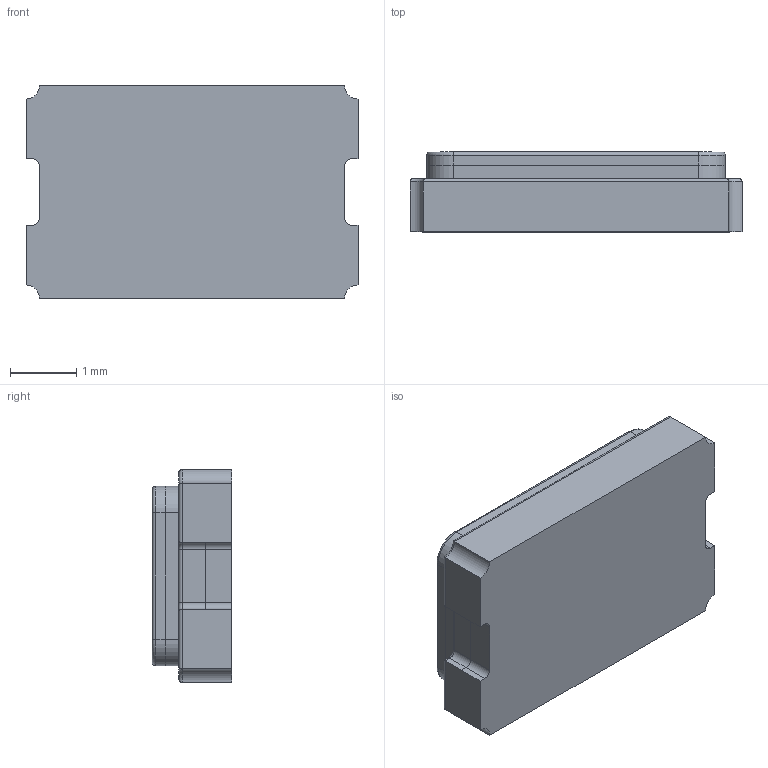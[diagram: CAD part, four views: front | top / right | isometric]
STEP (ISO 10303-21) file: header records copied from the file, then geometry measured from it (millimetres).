
FILE_DESCRIPTION (( 'STEP AP214' ), '1' );
FILE_NAME ('NDK NX5032GA.STEP', '2016-01-06T00:56:17', ( '' ), ( '' ), 'SwSTEP 2.0', 'SolidWorks 2015', '' );
FILE_SCHEMA (( 'AUTOMOTIVE_DESIGN' ));
Length unit declared in the file: millimetre
Products named in the file (1): NDK NX5032GA
Bounding box: 5 x 1.2 x 3.2 mm (x, y, z)
Volume: 17.2 mm3; surface area: 49.1 mm2
Topology: 1 solids, 1 shells, 78 faces, 180 edges, 104 vertices
Faces by surface type: cylinder 36, plane 30, torus 12
Entity records: 2707 total; most frequent: CARTESIAN_POINT 519, DIRECTION 386, ORIENTED_EDGE 360, EDGE_CURVE 180, AXIS2_PLACEMENT_3D 139, VECTOR 108, LINE 108, VERTEX_POINT 104
